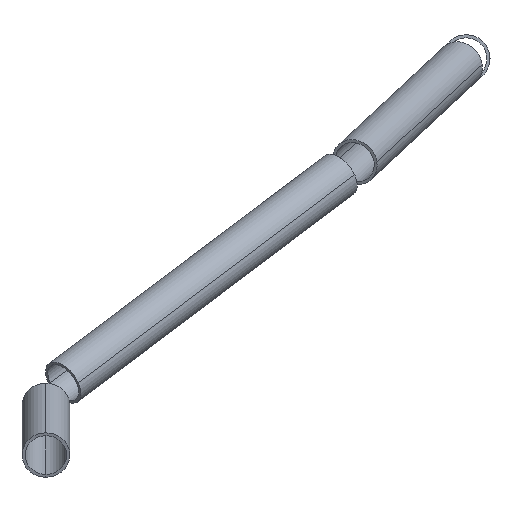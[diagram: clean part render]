
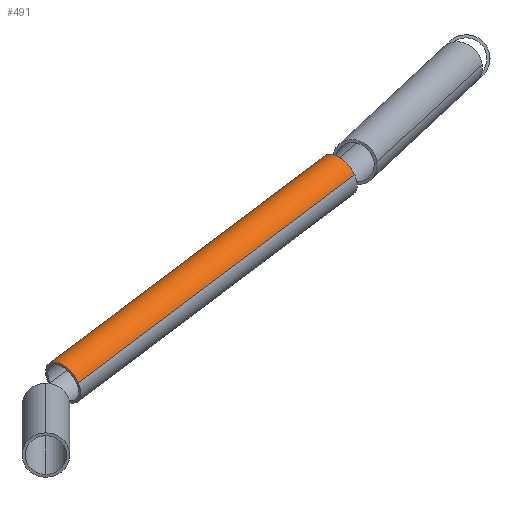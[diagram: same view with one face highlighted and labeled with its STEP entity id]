
A CAD part, left-side view. The second image highlights one B-rep face of the part: STEP entity #491.
In plain terms, the highlighted cylindrical face has radius 30.15 mm (diameter 60.3 mm), a partial arc.
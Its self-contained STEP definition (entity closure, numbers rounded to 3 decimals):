
#24 = LINE ( 'NONE', #258, #549 ) ;
#29 = VERTEX_POINT ( 'NONE', #728 ) ;
#31 = DIRECTION ( 'NONE',  ( 0.541, -0.672, 0.506 ) ) ;
#35 = DIRECTION ( 'NONE',  ( 0.805, 0.242, -0.541 ) ) ;
#90 = AXIS2_PLACEMENT_3D ( 'NONE', #402, #582, #528 ) ;
#112 = CARTESIAN_POINT ( 'NONE',  ( 179.583, -40.785, 91.381 ) ) ;
#147 = DIRECTION ( 'NONE',  ( -0.541, 0.672, -0.506 ) ) ;
#148 = DIRECTION ( 'NONE',  ( -0.541, 0.672, -0.506 ) ) ;
#162 = AXIS2_PLACEMENT_3D ( 'NONE', #671, #148, #380 ) ;
#177 = EDGE_CURVE ( 'NONE', #29, #680, #696, .T. ) ;
#252 = VERTEX_POINT ( 'NONE', #326 ) ;
#258 = CARTESIAN_POINT ( 'NONE',  ( 460.43, -389.292, 353.712 ) ) ;
#302 = CARTESIAN_POINT ( 'NONE',  ( 483.906, -370.373, 353.712 ) ) ;
#312 = LINE ( 'NONE', #385, #423 ) ;
#313 = FACE_OUTER_BOUND ( 'NONE', #682, .T. ) ;
#321 = ORIENTED_EDGE ( 'NONE', *, *, #177, .T. ) ;
#326 = CARTESIAN_POINT ( 'NONE',  ( 460.43, -389.292, 353.712 ) ) ;
#361 = ORIENTED_EDGE ( 'NONE', *, *, #494, .F. ) ;
#380 = DIRECTION ( 'NONE',  ( -0.779, -0.627, 0. ) ) ;
#381 = ORIENTED_EDGE ( 'NONE', *, *, #586, .T. ) ;
#385 = CARTESIAN_POINT ( 'NONE',  ( 507.382, -351.455, 353.712 ) ) ;
#402 = CARTESIAN_POINT ( 'NONE',  ( 203.058, -21.867, 91.381 ) ) ;
#423 = VECTOR ( 'NONE', #147, 1000. ) ;
#432 = CARTESIAN_POINT ( 'NONE',  ( 507.382, -351.455, 353.712 ) ) ;
#446 = CIRCLE ( 'NONE', #522, 30.15 ) ;
#468 = EDGE_CURVE ( 'NONE', #598, #252, #446, .T. ) ;
#483 = DIRECTION ( 'NONE',  ( -0.541, 0.672, -0.506 ) ) ;
#488 = CYLINDRICAL_SURFACE ( 'NONE', #162, 30.15 ) ;
#491 = ADVANCED_FACE ( 'NONE', ( #313 ), #488, .T. ) ;
#493 = ORIENTED_EDGE ( 'NONE', *, *, #468, .F. ) ;
#494 = EDGE_CURVE ( 'NONE', #252, #680, #24, .T. ) ;
#522 = AXIS2_PLACEMENT_3D ( 'NONE', #302, #31, #35 ) ;
#528 = DIRECTION ( 'NONE',  ( 0.805, 0.242, -0.541 ) ) ;
#549 = VECTOR ( 'NONE', #483, 1000. ) ;
#582 = DIRECTION ( 'NONE',  ( 0.541, -0.672, 0.506 ) ) ;
#586 = EDGE_CURVE ( 'NONE', #598, #29, #312, .T. ) ;
#598 = VERTEX_POINT ( 'NONE', #432 ) ;
#671 = CARTESIAN_POINT ( 'NONE',  ( 483.906, -370.373, 353.712 ) ) ;
#680 = VERTEX_POINT ( 'NONE', #112 ) ;
#682 = EDGE_LOOP ( 'NONE', ( #493, #381, #321, #361 ) ) ;
#696 = CIRCLE ( 'NONE', #90, 30.15 ) ;
#728 = CARTESIAN_POINT ( 'NONE',  ( 226.534, -2.949, 91.381 ) ) ;
